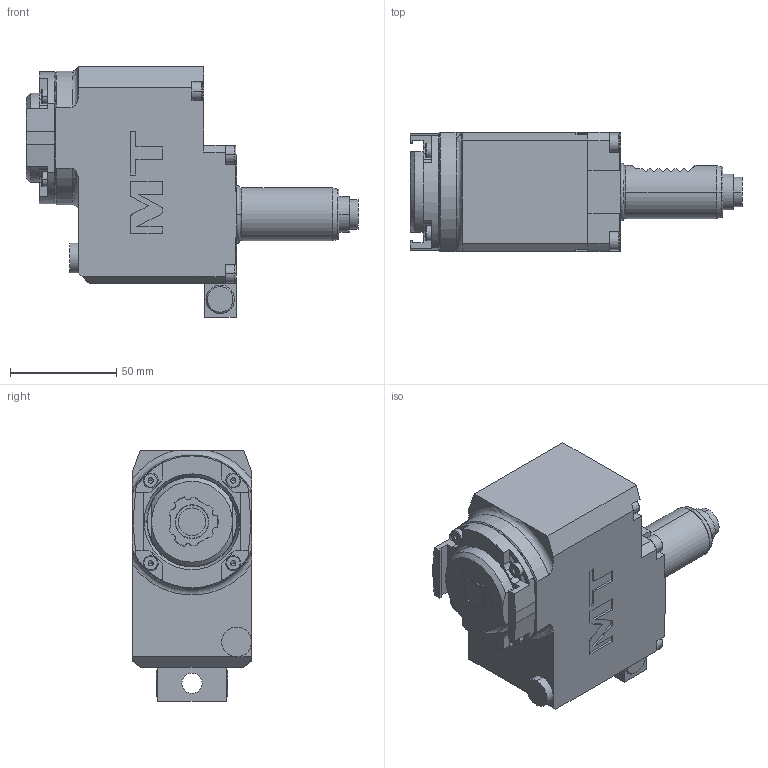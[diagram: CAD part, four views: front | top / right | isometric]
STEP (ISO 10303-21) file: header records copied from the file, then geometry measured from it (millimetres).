
FILE_DESCRIPTION((''),'2;1');
FILE_NAME('SAU0566220_CONF','2025-01-13T09:02:16',('fpalella'),('M.T. srl'),'CREO PARAMETRIC BY PTC INC, 2023352','CREO PARAMETRIC BY PTC INC, 2023352','');
FILE_SCHEMA(('CONFIG_CONTROL_DESIGN'));
Length unit declared in the file: millimetre
Products named in the file (1): SAU0566220_CONF
Bounding box: 156.16 x 56 x 118 mm (x, y, z)
Volume: 477428.8 mm3; surface area: 53304.8 mm2
Topology: 1 solids, 1 shells, 542 faces, 1441 edges, 923 vertices
Faces by surface type: plane 268, cylinder 158, cone 67, torus 39, bspline 6, extrusion 4
Entity records: 17580 total; most frequent: CARTESIAN_POINT 4075, ORIENTED_EDGE 2834, DIRECTION 2794, EDGE_CURVE 1417, AXIS2_PLACEMENT_3D 1008, VERTEX_POINT 923, VECTOR 778, LINE 774
